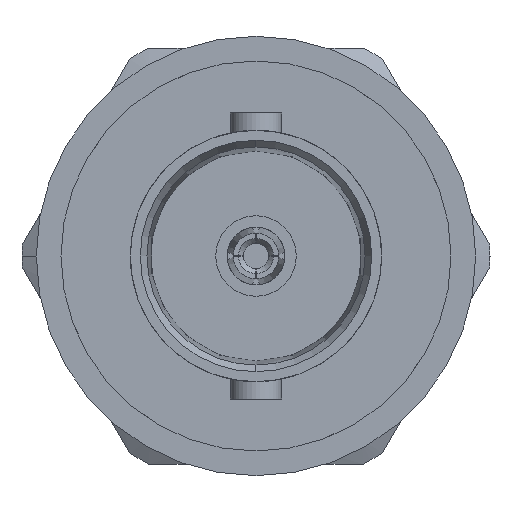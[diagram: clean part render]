
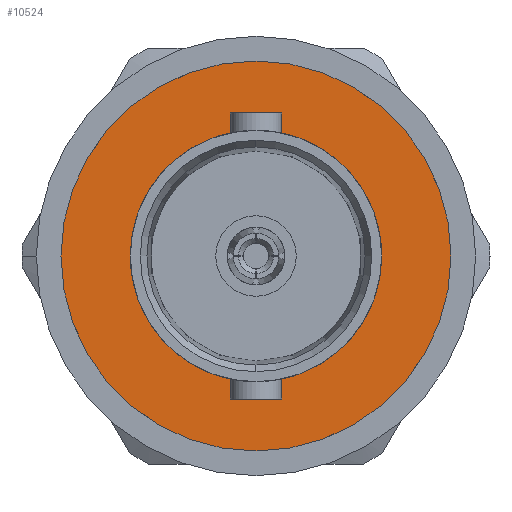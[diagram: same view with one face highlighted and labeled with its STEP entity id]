
A CAD part, left-side view. The second image highlights one B-rep face of the part: STEP entity #10524.
In plain terms, the highlighted planar face has unit normal (-1, 0, 0).
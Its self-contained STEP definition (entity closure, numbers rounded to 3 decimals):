
#32 = EDGE_LOOP ( 'NONE', ( #4639, #7103 ) ) ;
#203 = CIRCLE ( 'NONE', #7371, 7.5 ) ;
#372 = DIRECTION ( 'NONE',  ( 0., 0., 1. ) ) ;
#514 = EDGE_CURVE ( 'NONE', #9897, #6598, #4184, .T. ) ;
#1082 = EDGE_CURVE ( 'NONE', #7110, #1370, #203, .T. ) ;
#1370 = VERTEX_POINT ( 'NONE', #8377 ) ;
#2926 = ORIENTED_EDGE ( 'NONE', *, *, #514, .T. ) ;
#3762 = EDGE_CURVE ( 'NONE', #1370, #7110, #4119, .T. ) ;
#4057 = AXIS2_PLACEMENT_3D ( 'NONE', #10276, #5416, #7865 ) ;
#4119 = CIRCLE ( 'NONE', #4057, 7.5 ) ;
#4184 = CIRCLE ( 'NONE', #7121, 4.8 ) ;
#4597 = CARTESIAN_POINT ( 'NONE',  ( 10.8, 0., 4.8 ) ) ;
#4639 = ORIENTED_EDGE ( 'NONE', *, *, #3762, .F. ) ;
#4694 = DIRECTION ( 'NONE',  ( -1., 0., 0. ) ) ;
#5398 = PLANE ( 'NONE',  #10271 ) ;
#5416 = DIRECTION ( 'NONE',  ( 1., 0., 0. ) ) ;
#5734 = FACE_OUTER_BOUND ( 'NONE', #32, .T. ) ;
#5952 = CARTESIAN_POINT ( 'NONE',  ( 10.8, 0., 4.8 ) ) ;
#6444 = AXIS2_PLACEMENT_3D ( 'NONE', #9323, #10136, #372 ) ;
#6598 = VERTEX_POINT ( 'NONE', #7839 ) ;
#7041 = DIRECTION ( 'NONE',  ( 0., 0., 1. ) ) ;
#7103 = ORIENTED_EDGE ( 'NONE', *, *, #1082, .F. ) ;
#7110 = VERTEX_POINT ( 'NONE', #7830 ) ;
#7121 = AXIS2_PLACEMENT_3D ( 'NONE', #7922, #8664, #7041 ) ;
#7371 = AXIS2_PLACEMENT_3D ( 'NONE', #8835, #10497, #8051 ) ;
#7426 = CIRCLE ( 'NONE', #6444, 4.8 ) ;
#7771 = FACE_BOUND ( 'NONE', #10241, .T. ) ;
#7830 = CARTESIAN_POINT ( 'NONE',  ( 10.8, 0., -7.5 ) ) ;
#7839 = CARTESIAN_POINT ( 'NONE',  ( 10.8, 0., -4.8 ) ) ;
#7865 = DIRECTION ( 'NONE',  ( 0., 0., 1. ) ) ;
#7922 = CARTESIAN_POINT ( 'NONE',  ( 10.8, 0., 0. ) ) ;
#8051 = DIRECTION ( 'NONE',  ( 0., 0., 1. ) ) ;
#8072 = ORIENTED_EDGE ( 'NONE', *, *, #8548, .T. ) ;
#8377 = CARTESIAN_POINT ( 'NONE',  ( 10.8, 0., 7.5 ) ) ;
#8548 = EDGE_CURVE ( 'NONE', #6598, #9897, #7426, .T. ) ;
#8664 = DIRECTION ( 'NONE',  ( 1., 0., 0. ) ) ;
#8835 = CARTESIAN_POINT ( 'NONE',  ( 10.8, 0., 0. ) ) ;
#9323 = CARTESIAN_POINT ( 'NONE',  ( 10.8, 0., 0. ) ) ;
#9897 = VERTEX_POINT ( 'NONE', #5952 ) ;
#10136 = DIRECTION ( 'NONE',  ( 1., 0., 0. ) ) ;
#10241 = EDGE_LOOP ( 'NONE', ( #2926, #8072 ) ) ;
#10258 = DIRECTION ( 'NONE',  ( 0., 0., 1. ) ) ;
#10271 = AXIS2_PLACEMENT_3D ( 'NONE', #4597, #4694, #10258 ) ;
#10276 = CARTESIAN_POINT ( 'NONE',  ( 10.8, 0., 0. ) ) ;
#10497 = DIRECTION ( 'NONE',  ( 1., 0., 0. ) ) ;
#10524 = ADVANCED_FACE ( 'NONE', ( #7771, #5734 ), #5398, .T. ) ;
